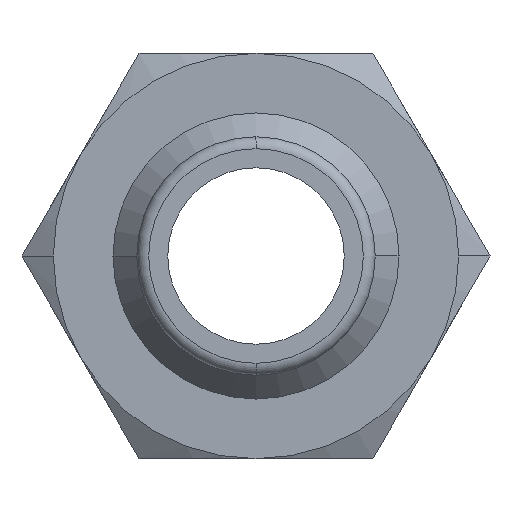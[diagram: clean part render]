
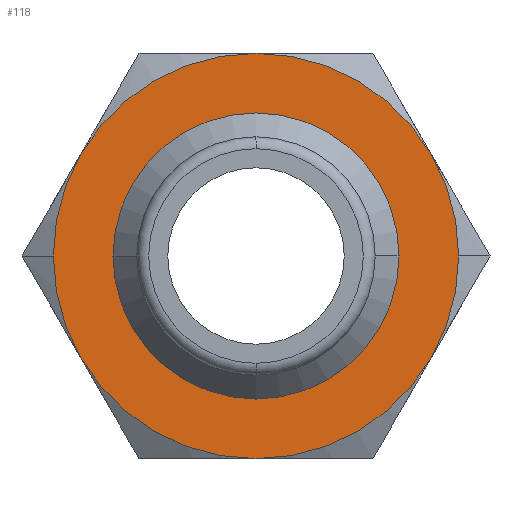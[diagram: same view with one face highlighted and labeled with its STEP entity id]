
A CAD part, front view. The second image highlights one B-rep face of the part: STEP entity #118.
In plain terms, the highlighted planar face has unit normal (0, -1, 0).
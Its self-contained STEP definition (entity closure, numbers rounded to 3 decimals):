
#118=ADVANCED_FACE('',(#258,#259),#260,.T.);
#258=FACE_OUTER_BOUND('',#419,.T.);
#259=FACE_BOUND('',#420,.T.);
#260=PLANE('',#421);
#419=EDGE_LOOP('',(#690,#691,#692,#693,#694,#695,#696,#697));
#420=EDGE_LOOP('',(#698,#699));
#421=AXIS2_PLACEMENT_3D('',#700,#701,#702);
#690=ORIENTED_EDGE('',*,*,#1022,.F.);
#691=ORIENTED_EDGE('',*,*,#1032,.F.);
#692=ORIENTED_EDGE('',*,*,#985,.F.);
#693=ORIENTED_EDGE('',*,*,#1033,.F.);
#694=ORIENTED_EDGE('',*,*,#1018,.F.);
#695=ORIENTED_EDGE('',*,*,#1034,.F.);
#696=ORIENTED_EDGE('',*,*,#1035,.F.);
#697=ORIENTED_EDGE('',*,*,#1036,.F.);
#698=ORIENTED_EDGE('',*,*,#1037,.F.);
#699=ORIENTED_EDGE('',*,*,#1009,.F.);
#700=CARTESIAN_POINT('',(4.25,25.0,0.0));
#701=DIRECTION('',(-0.0,-1.0,-0.0));
#702=DIRECTION('',(-1.0,0.0,0.0));
#985=EDGE_CURVE('',#1186,#1133,#1188,.T.);
#1009=EDGE_CURVE('',#1220,#1222,#1223,.T.);
#1018=EDGE_CURVE('',#1142,#1234,#1236,.T.);
#1022=EDGE_CURVE('',#1241,#1238,#1243,.T.);
#1032=EDGE_CURVE('',#1133,#1241,#1253,.T.);
#1033=EDGE_CURVE('',#1234,#1186,#1254,.T.);
#1034=EDGE_CURVE('',#1255,#1142,#1256,.T.);
#1035=EDGE_CURVE('',#1257,#1255,#1258,.T.);
#1036=EDGE_CURVE('',#1238,#1257,#1259,.T.);
#1037=EDGE_CURVE('',#1222,#1220,#1260,.T.);
#1133=VERTEX_POINT('',#1421);
#1142=VERTEX_POINT('',#1454);
#1186=VERTEX_POINT('',#1546);
#1188=CIRCLE('',#1559,8.5);
#1220=VERTEX_POINT('',#1638);
#1222=VERTEX_POINT('',#1641);
#1223=CIRCLE('',#1642,6.0);
#1234=VERTEX_POINT('',#1654);
#1236=CIRCLE('',#1657,8.5);
#1238=VERTEX_POINT('',#1659);
#1241=VERTEX_POINT('',#1663);
#1243=CIRCLE('',#1676,8.5);
#1253=CIRCLE('',#1690,8.5);
#1254=CIRCLE('',#1691,8.5);
#1255=VERTEX_POINT('',#1692);
#1256=CIRCLE('',#1693,8.5);
#1257=VERTEX_POINT('',#1694);
#1258=CIRCLE('',#1695,8.5);
#1259=CIRCLE('',#1696,8.5);
#1260=CIRCLE('',#1697,6.0);
#1421=CARTESIAN_POINT('',(0.,25.0,8.5));
#1454=CARTESIAN_POINT('',(-7.361,25.0,-4.25));
#1546=CARTESIAN_POINT('',(-7.361,25.0,4.25));
#1559=AXIS2_PLACEMENT_3D('',#1914,#1915,#1916);
#1638=CARTESIAN_POINT('',(6.0,25.0,0.));
#1641=CARTESIAN_POINT('',(-6.0,25.0,0.));
#1642=AXIS2_PLACEMENT_3D('',#1948,#1949,#1950);
#1654=CARTESIAN_POINT('',(-8.5,25.0,0.));
#1657=AXIS2_PLACEMENT_3D('',#1965,#1966,#1967);
#1659=CARTESIAN_POINT('',(8.5,25.0,0.));
#1663=CARTESIAN_POINT('',(7.361,25.0,4.25));
#1676=AXIS2_PLACEMENT_3D('',#1969,#1970,#1971);
#1690=AXIS2_PLACEMENT_3D('',#1982,#1983,#1984);
#1691=AXIS2_PLACEMENT_3D('',#1985,#1986,#1987);
#1692=CARTESIAN_POINT('',(0.0,25.0,-8.5));
#1693=AXIS2_PLACEMENT_3D('',#1988,#1989,#1990);
#1694=CARTESIAN_POINT('',(7.361,25.0,-4.25));
#1695=AXIS2_PLACEMENT_3D('',#1991,#1992,#1993);
#1696=AXIS2_PLACEMENT_3D('',#1994,#1995,#1996);
#1697=AXIS2_PLACEMENT_3D('',#1997,#1998,#1999);
#1914=CARTESIAN_POINT('',(0.0,25.0,0.0));
#1915=DIRECTION('',(-0.0,1.0,0.0));
#1916=DIRECTION('',(1.0,0.0,0.0));
#1948=CARTESIAN_POINT('',(0.0,25.0,0.0));
#1949=DIRECTION('',(0.0,-1.0,0.0));
#1950=DIRECTION('',(1.0,0.0,0.0));
#1965=CARTESIAN_POINT('',(0.0,25.0,0.0));
#1966=DIRECTION('',(-0.0,1.0,0.0));
#1967=DIRECTION('',(1.0,0.0,0.0));
#1969=CARTESIAN_POINT('',(0.0,25.0,0.0));
#1970=DIRECTION('',(-0.0,1.0,0.0));
#1971=DIRECTION('',(1.0,0.0,0.0));
#1982=CARTESIAN_POINT('',(0.0,25.0,0.0));
#1983=DIRECTION('',(-0.0,1.0,0.0));
#1984=DIRECTION('',(1.0,0.0,0.0));
#1985=CARTESIAN_POINT('',(0.0,25.0,0.0));
#1986=DIRECTION('',(-0.0,1.0,0.0));
#1987=DIRECTION('',(1.0,0.0,0.0));
#1988=CARTESIAN_POINT('',(0.0,25.0,0.0));
#1989=DIRECTION('',(-0.0,1.0,0.0));
#1990=DIRECTION('',(1.0,0.0,0.0));
#1991=CARTESIAN_POINT('',(0.0,25.0,0.0));
#1992=DIRECTION('',(-0.0,1.0,0.0));
#1993=DIRECTION('',(1.0,0.0,0.0));
#1994=CARTESIAN_POINT('',(0.0,25.0,0.0));
#1995=DIRECTION('',(-0.0,1.0,0.0));
#1996=DIRECTION('',(1.0,0.0,0.0));
#1997=CARTESIAN_POINT('',(0.0,25.0,0.0));
#1998=DIRECTION('',(0.0,-1.0,0.0));
#1999=DIRECTION('',(1.0,0.0,0.0));
